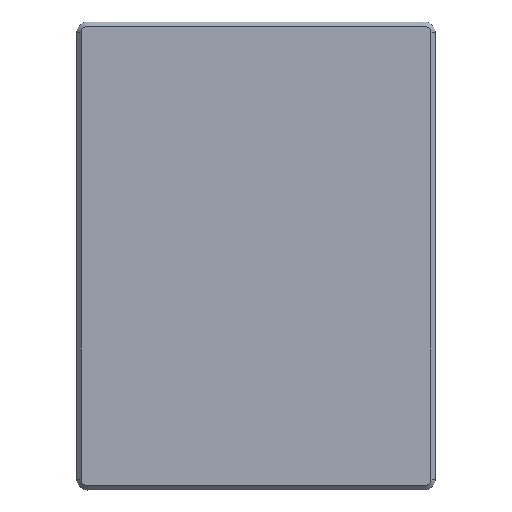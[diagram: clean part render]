
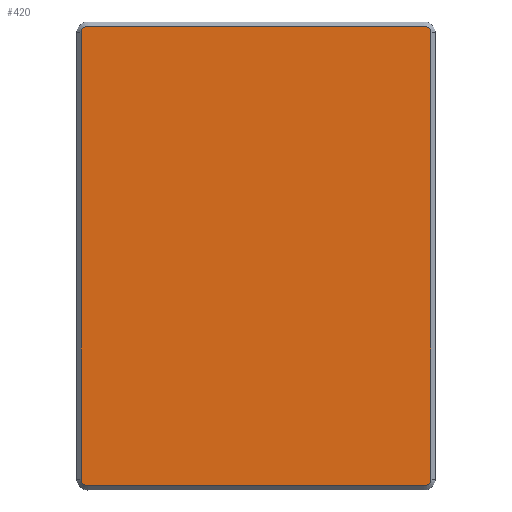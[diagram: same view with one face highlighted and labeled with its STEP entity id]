
A CAD part, top view. The second image highlights one B-rep face of the part: STEP entity #420.
In plain terms, the highlighted planar face has unit normal (0, 0, 1).
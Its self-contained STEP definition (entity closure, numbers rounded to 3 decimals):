
#91 = CARTESIAN_POINT ( 'NONE',  ( -30.871, 42.091, 207.248 ) ) ;
#93 = PLANE ( 'NONE',  #679 ) ;
#112 = CIRCLE ( 'NONE', #771, 1.2 ) ;
#117 = VERTEX_POINT ( 'NONE', #91 ) ;
#185 = ORIENTED_EDGE ( 'NONE', *, *, #729, .T. ) ;
#191 = CARTESIAN_POINT ( 'NONE',  ( -30.871, -40.891, 207.248 ) ) ;
#215 = EDGE_CURVE ( 'NONE', #842, #117, #506, .T. ) ;
#265 = VECTOR ( 'NONE', #1052, 1000. ) ;
#272 = EDGE_LOOP ( 'NONE', ( #488, #185, #599, #676, #869, #1355, #1290, #970 ) ) ;
#366 = DIRECTION ( 'NONE',  ( -1., 0., 0. ) ) ;
#370 = DIRECTION ( 'NONE',  ( 0., 0., 1. ) ) ;
#383 = DIRECTION ( 'NONE',  ( 0., -1., 0. ) ) ;
#388 = CARTESIAN_POINT ( 'NONE',  ( -30.871, -42.091, 207.248 ) ) ;
#397 = CARTESIAN_POINT ( 'NONE',  ( 32.071, -40.891, 207.248 ) ) ;
#412 = VERTEX_POINT ( 'NONE', #397 ) ;
#419 = VECTOR ( 'NONE', #383, 1000. ) ;
#420 = ADVANCED_FACE ( 'NONE', ( #1338 ), #93, .T. ) ;
#441 = CIRCLE ( 'NONE', #521, 1.2 ) ;
#451 = VERTEX_POINT ( 'NONE', #823 ) ;
#461 = LINE ( 'NONE', #1302, #774 ) ;
#466 = DIRECTION ( 'NONE',  ( 0., 0., 1. ) ) ;
#488 = ORIENTED_EDGE ( 'NONE', *, *, #1170, .T. ) ;
#506 = LINE ( 'NONE', #1344, #265 ) ;
#521 = AXIS2_PLACEMENT_3D ( 'NONE', #602, #541, #714 ) ;
#526 = AXIS2_PLACEMENT_3D ( 'NONE', #796, #466, #366 ) ;
#529 = VERTEX_POINT ( 'NONE', #847 ) ;
#541 = DIRECTION ( 'NONE',  ( 0., 0., 1. ) ) ;
#550 = DIRECTION ( 'NONE',  ( 1., 0., 0. ) ) ;
#573 = CARTESIAN_POINT ( 'NONE',  ( 0.472, -42.091, 207.248 ) ) ;
#599 = ORIENTED_EDGE ( 'NONE', *, *, #215, .T. ) ;
#602 = CARTESIAN_POINT ( 'NONE',  ( -30.871, 40.891, 207.248 ) ) ;
#650 = VERTEX_POINT ( 'NONE', #910 ) ;
#673 = DIRECTION ( 'NONE',  ( 0., 1., 0. ) ) ;
#676 = ORIENTED_EDGE ( 'NONE', *, *, #768, .T. ) ;
#677 = LINE ( 'NONE', #573, #982 ) ;
#679 = AXIS2_PLACEMENT_3D ( 'NONE', #732, #830, #916 ) ;
#687 = DIRECTION ( 'NONE',  ( -1., 0., 0. ) ) ;
#691 = EDGE_CURVE ( 'NONE', #451, #412, #1021, .T. ) ;
#703 = LINE ( 'NONE', #798, #419 ) ;
#707 = CARTESIAN_POINT ( 'NONE',  ( -32.071, 40.891, 207.248 ) ) ;
#709 = DIRECTION ( 'NONE',  ( 0., 0., 1. ) ) ;
#714 = DIRECTION ( 'NONE',  ( -1., 0., 0. ) ) ;
#729 = EDGE_CURVE ( 'NONE', #529, #842, #112, .T. ) ;
#732 = CARTESIAN_POINT ( 'NONE',  ( 0.472, -0.314, 207.248 ) ) ;
#768 = EDGE_CURVE ( 'NONE', #117, #811, #441, .T. ) ;
#771 = AXIS2_PLACEMENT_3D ( 'NONE', #891, #370, #687 ) ;
#774 = VECTOR ( 'NONE', #673, 1000. ) ;
#796 = CARTESIAN_POINT ( 'NONE',  ( 30.871, -40.891, 207.248 ) ) ;
#798 = CARTESIAN_POINT ( 'NONE',  ( -32.071, -0.314, 207.248 ) ) ;
#811 = VERTEX_POINT ( 'NONE', #707 ) ;
#823 = CARTESIAN_POINT ( 'NONE',  ( 30.871, -42.091, 207.248 ) ) ;
#830 = DIRECTION ( 'NONE',  ( 0., 0., 1. ) ) ;
#842 = VERTEX_POINT ( 'NONE', #933 ) ;
#847 = CARTESIAN_POINT ( 'NONE',  ( 32.071, 40.891, 207.248 ) ) ;
#869 = ORIENTED_EDGE ( 'NONE', *, *, #1239, .T. ) ;
#891 = CARTESIAN_POINT ( 'NONE',  ( 30.871, 40.891, 207.248 ) ) ;
#910 = CARTESIAN_POINT ( 'NONE',  ( -32.071, -40.891, 207.248 ) ) ;
#916 = DIRECTION ( 'NONE',  ( 0., -1., 0. ) ) ;
#933 = CARTESIAN_POINT ( 'NONE',  ( 30.871, 42.091, 207.248 ) ) ;
#970 = ORIENTED_EDGE ( 'NONE', *, *, #691, .T. ) ;
#982 = VECTOR ( 'NONE', #550, 1000. ) ;
#1019 = CIRCLE ( 'NONE', #1179, 1.2 ) ;
#1021 = CIRCLE ( 'NONE', #526, 1.2 ) ;
#1024 = DIRECTION ( 'NONE',  ( 0., 1., 0. ) ) ;
#1052 = DIRECTION ( 'NONE',  ( -1., 0., 0. ) ) ;
#1128 = EDGE_CURVE ( 'NONE', #1251, #451, #677, .T. ) ;
#1170 = EDGE_CURVE ( 'NONE', #412, #529, #461, .T. ) ;
#1179 = AXIS2_PLACEMENT_3D ( 'NONE', #191, #709, #1024 ) ;
#1216 = EDGE_CURVE ( 'NONE', #650, #1251, #1019, .T. ) ;
#1239 = EDGE_CURVE ( 'NONE', #811, #650, #703, .T. ) ;
#1251 = VERTEX_POINT ( 'NONE', #388 ) ;
#1290 = ORIENTED_EDGE ( 'NONE', *, *, #1128, .T. ) ;
#1302 = CARTESIAN_POINT ( 'NONE',  ( 32.071, -0.314, 207.248 ) ) ;
#1338 = FACE_OUTER_BOUND ( 'NONE', #272, .T. ) ;
#1344 = CARTESIAN_POINT ( 'NONE',  ( 0.472, 42.091, 207.248 ) ) ;
#1355 = ORIENTED_EDGE ( 'NONE', *, *, #1216, .T. ) ;
